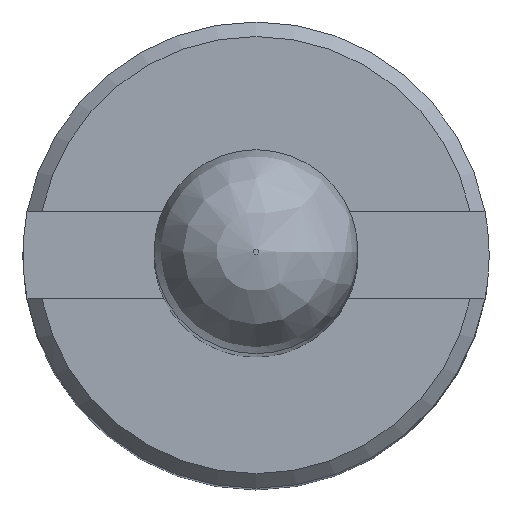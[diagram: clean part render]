
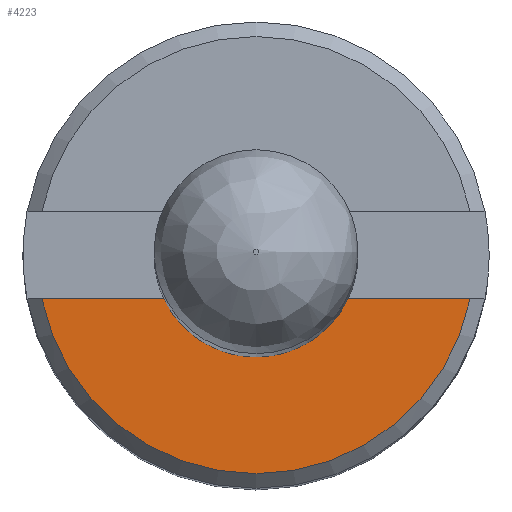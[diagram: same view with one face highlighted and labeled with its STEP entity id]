
A CAD part, top view. The second image highlights one B-rep face of the part: STEP entity #4223.
In plain terms, the highlighted face is planar.
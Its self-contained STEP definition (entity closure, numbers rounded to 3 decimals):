
#123=CIRCLE('',#4484,7.5);
#124=CIRCLE('',#4485,3.5);
#208=PLANE('',#4483);
#480=FACE_OUTER_BOUND('',#731,.T.);
#731=EDGE_LOOP('',(#3612,#3613,#3614,#3615));
#989=LINE('',#9999,#1252);
#995=LINE('',#10019,#1258);
#1252=VECTOR('',#5098,10.);
#1258=VECTOR('',#5106,10.);
#1862=VERTEX_POINT('',#9995);
#1864=VERTEX_POINT('',#9998);
#1868=VERTEX_POINT('',#10009);
#1871=VERTEX_POINT('',#10015);
#2439=EDGE_CURVE('',#1864,#1862,#989,.T.);
#2447=EDGE_CURVE('',#1868,#1871,#995,.T.);
#2470=EDGE_CURVE('',#1871,#1864,#123,.T.);
#2471=EDGE_CURVE('',#1868,#1862,#124,.T.);
#3612=ORIENTED_EDGE('',*,*,#2447,.T.);
#3613=ORIENTED_EDGE('',*,*,#2470,.T.);
#3614=ORIENTED_EDGE('',*,*,#2439,.T.);
#3615=ORIENTED_EDGE('',*,*,#2471,.F.);
#4223=ADVANCED_FACE('',(#480),#208,.T.);
#4483=AXIS2_PLACEMENT_3D('',#10065,#5150,#5151);
#4484=AXIS2_PLACEMENT_3D('',#10066,#5152,#5153);
#4485=AXIS2_PLACEMENT_3D('',#10067,#5154,#5155);
#5098=DIRECTION('',(0.,1.,0.));
#5106=DIRECTION('',(0.,1.,0.));
#5150=DIRECTION('center_axis',(1.,0.,0.));
#5151=DIRECTION('ref_axis',(0.,0.,-1.));
#5152=DIRECTION('center_axis',(1.,0.,0.));
#5153=DIRECTION('ref_axis',(0.,1.,0.));
#5154=DIRECTION('center_axis',(1.,0.,0.));
#5155=DIRECTION('ref_axis',(0.,1.,0.));
#9995=CARTESIAN_POINT('',(200.,-3.162,1.5));
#9998=CARTESIAN_POINT('',(200.,-7.348,1.5));
#9999=CARTESIAN_POINT('',(200.,6.923,1.5));
#10009=CARTESIAN_POINT('',(200.,3.162,1.5));
#10015=CARTESIAN_POINT('',(200.,7.348,1.5));
#10019=CARTESIAN_POINT('',(200.,6.923,1.5));
#10065=CARTESIAN_POINT('Origin',(200.,5.5,0.));
#10066=CARTESIAN_POINT('Origin',(200.,0.,0.));
#10067=CARTESIAN_POINT('Origin',(200.,0.,0.));
